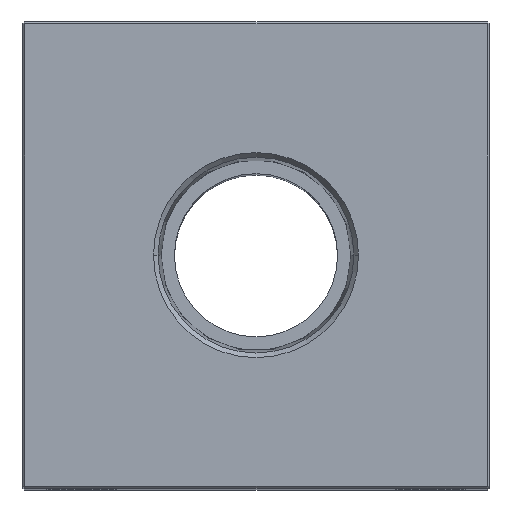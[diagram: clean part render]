
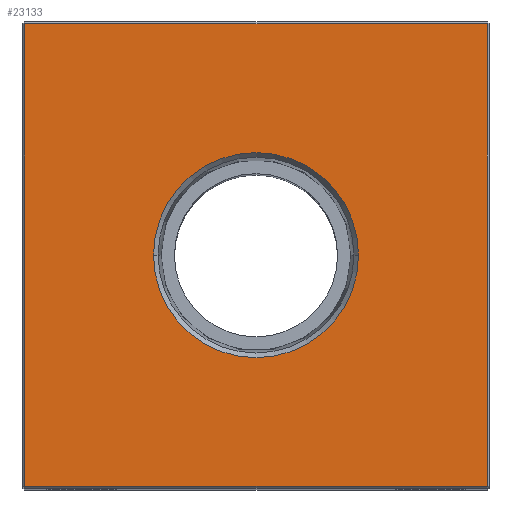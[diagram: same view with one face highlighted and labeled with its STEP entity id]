
A CAD part, top view. The second image highlights one B-rep face of the part: STEP entity #23133.
In plain terms, the highlighted planar face has unit normal (0, 0, 1).
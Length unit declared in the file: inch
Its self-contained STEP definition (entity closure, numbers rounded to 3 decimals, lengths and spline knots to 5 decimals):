
#284 = CARTESIAN_POINT ( 'NONE',  ( 1.24, -1.24, 5.5 ) ) ;
#1252 = DIRECTION ( 'NONE',  ( 0., -1., 0. ) ) ;
#1571 = DIRECTION ( 'NONE',  ( 1., 0., 0. ) ) ;
#2540 = LINE ( 'NONE', #13818, #11992 ) ;
#2749 = CARTESIAN_POINT ( 'NONE',  ( 1.24, 1.24, 5.5 ) ) ;
#3496 = ORIENTED_EDGE ( 'NONE', *, *, #24980, .F. ) ;
#4739 = CARTESIAN_POINT ( 'NONE',  ( 1.24, 0., 5.5 ) ) ;
#4856 = DIRECTION ( 'NONE',  ( 0., 1., 0. ) ) ;
#5122 = ORIENTED_EDGE ( 'NONE', *, *, #14040, .T. ) ;
#5190 = EDGE_CURVE ( 'NONE', #32486, #20511, #30317, .T. ) ;
#5701 = ORIENTED_EDGE ( 'NONE', *, *, #5190, .T. ) ;
#8055 = DIRECTION ( 'NONE',  ( 0., 0., 1. ) ) ;
#8249 = LINE ( 'NONE', #12240, #20857 ) ;
#8355 = CIRCLE ( 'NONE', #14869, 0.5499 ) ;
#9138 = AXIS2_PLACEMENT_3D ( 'NONE', #31658, #16698, #1571 ) ;
#10266 = VECTOR ( 'NONE', #12555, 39.37008 ) ;
#11225 = CARTESIAN_POINT ( 'NONE',  ( 0., 0., 5.5 ) ) ;
#11992 = VECTOR ( 'NONE', #1252, 39.37008 ) ;
#12240 = CARTESIAN_POINT ( 'NONE',  ( 0., -1.24, 5.5 ) ) ;
#12555 = DIRECTION ( 'NONE',  ( -1., 0., 0. ) ) ;
#13777 = DIRECTION ( 'NONE',  ( -1., 0., 0. ) ) ;
#13818 = CARTESIAN_POINT ( 'NONE',  ( -1.24, 0., 5.5 ) ) ;
#14040 = EDGE_CURVE ( 'NONE', #24682, #32486, #24338, .T. ) ;
#14328 = VERTEX_POINT ( 'NONE', #19249 ) ;
#14816 = DIRECTION ( 'NONE',  ( 1., 0., 0. ) ) ;
#14869 = AXIS2_PLACEMENT_3D ( 'NONE', #23118, #8055, #25651 ) ;
#16228 = PLANE ( 'NONE',  #18773 ) ;
#16416 = ORIENTED_EDGE ( 'NONE', *, *, #21002, .F. ) ;
#16526 = CARTESIAN_POINT ( 'NONE',  ( -0.5499, 0., 5.5 ) ) ;
#16698 = DIRECTION ( 'NONE',  ( 0., 0., 1. ) ) ;
#16885 = VECTOR ( 'NONE', #4856, 39.37008 ) ;
#18773 = AXIS2_PLACEMENT_3D ( 'NONE', #11225, #28812, #13777 ) ;
#19065 = CIRCLE ( 'NONE', #9138, 0.5499 ) ;
#19249 = CARTESIAN_POINT ( 'NONE',  ( -1.24, -1.24, 5.5 ) ) ;
#19944 = ORIENTED_EDGE ( 'NONE', *, *, #24115, .T. ) ;
#20511 = VERTEX_POINT ( 'NONE', #29720 ) ;
#20857 = VECTOR ( 'NONE', #14816, 39.37008 ) ;
#21002 = EDGE_CURVE ( 'NONE', #28386, #27130, #8355, .T. ) ;
#23090 = FACE_BOUND ( 'NONE', #30463, .T. ) ;
#23118 = CARTESIAN_POINT ( 'NONE',  ( 0., 0., 5.5 ) ) ;
#23133 = ADVANCED_FACE ( 'NONE', ( #27401, #23090 ), #16228, .F. ) ;
#23943 = EDGE_LOOP ( 'NONE', ( #19944, #31487, #5122, #5701 ) ) ;
#24089 = CARTESIAN_POINT ( 'NONE',  ( 0.5499, 0., 5.5 ) ) ;
#24115 = EDGE_CURVE ( 'NONE', #20511, #14328, #2540, .T. ) ;
#24338 = LINE ( 'NONE', #4739, #16885 ) ;
#24682 = VERTEX_POINT ( 'NONE', #284 ) ;
#24980 = EDGE_CURVE ( 'NONE', #27130, #28386, #19065, .T. ) ;
#25651 = DIRECTION ( 'NONE',  ( 1., 0., 0. ) ) ;
#27130 = VERTEX_POINT ( 'NONE', #24089 ) ;
#27401 = FACE_OUTER_BOUND ( 'NONE', #23943, .T. ) ;
#27726 = CARTESIAN_POINT ( 'NONE',  ( 0., 1.24, 5.5 ) ) ;
#28386 = VERTEX_POINT ( 'NONE', #16526 ) ;
#28718 = EDGE_CURVE ( 'NONE', #14328, #24682, #8249, .T. ) ;
#28812 = DIRECTION ( 'NONE',  ( 0., 0., -1. ) ) ;
#29720 = CARTESIAN_POINT ( 'NONE',  ( -1.24, 1.24, 5.5 ) ) ;
#30317 = LINE ( 'NONE', #27726, #10266 ) ;
#30463 = EDGE_LOOP ( 'NONE', ( #3496, #16416 ) ) ;
#31487 = ORIENTED_EDGE ( 'NONE', *, *, #28718, .T. ) ;
#31658 = CARTESIAN_POINT ( 'NONE',  ( 0., 0., 5.5 ) ) ;
#32486 = VERTEX_POINT ( 'NONE', #2749 ) ;
